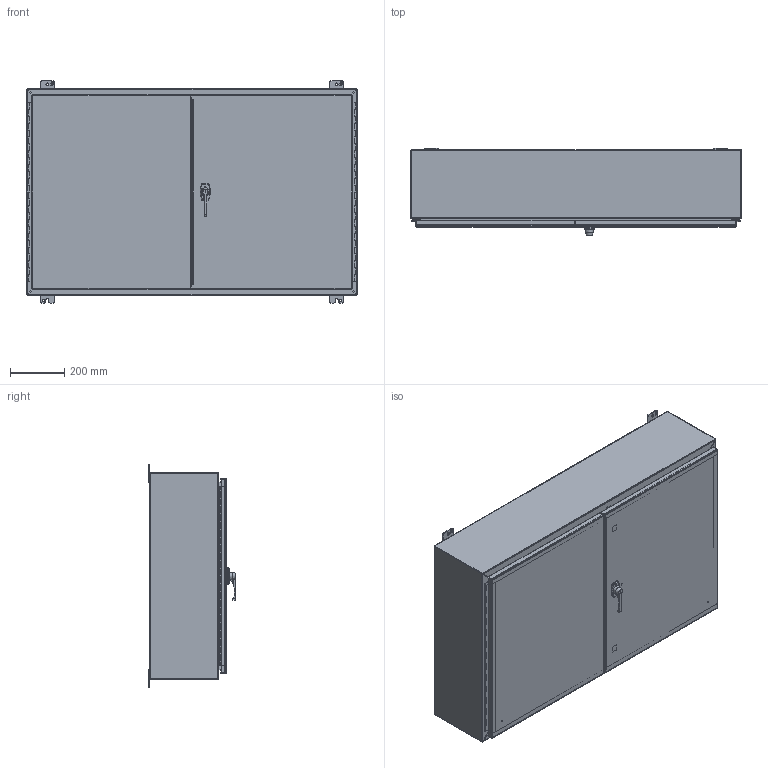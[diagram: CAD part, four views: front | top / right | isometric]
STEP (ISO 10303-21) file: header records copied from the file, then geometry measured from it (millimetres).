
FILE_DESCRIPTION (( 'STEP AP214' ), '1' );
FILE_NAME ('1422RW10.STEP', '2019-11-07T23:04:43', ( '' ), ( '' ), 'SwSTEP 2.0', 'SolidWorks 2019', '' );
FILE_SCHEMA (( 'AUTOMOTIVE_DESIGN' ));
Length unit declared in the file: inch
Products named in the file (1): 1422RW10
Bounding box: 1219.2 x 320.98 x 819.15 mm (x, y, z)
Surface area: 8766422.2 mm2 (no closed solid volume)
Topology: 0 solids, 79 shells, 1669 faces, 4114 edges, 2624 vertices
Faces by surface type: plane 1024, cylinder 495, bspline 137, cone 9, torus 4
Full cylindrical faces by diameter (mm): 2.54 x2, 3.238 x2, 3.967 x2, 4.572 x2, 4.762 x7, 4.763 x1, 4.801 x2, 4.978 x2, 5.461 x4, 5.537 x4, 5.563 x1, 6.35 x5, 7.137 x4, 7.722 x10, 7.805 x9, 7.937 x4, 7.938 x6, 8.382 x6, 9.525 x6, 10.211 x2, 11.113 x4, 11.125 x1, 11.303 x6, 12.7 x12, 15.24 x1, 16.51 x6, 19.05 x4, 20.904 x1, 23.812 x1, 25.4 x7
Entity records: 56941 total; most frequent: CARTESIAN_POINT 17651, ORIENTED_EDGE 7840, DIRECTION 7566, EDGE_CURVE 3931, VECTOR 2658, LINE 2658, VERTEX_POINT 2609, AXIS2_PLACEMENT_3D 2454
